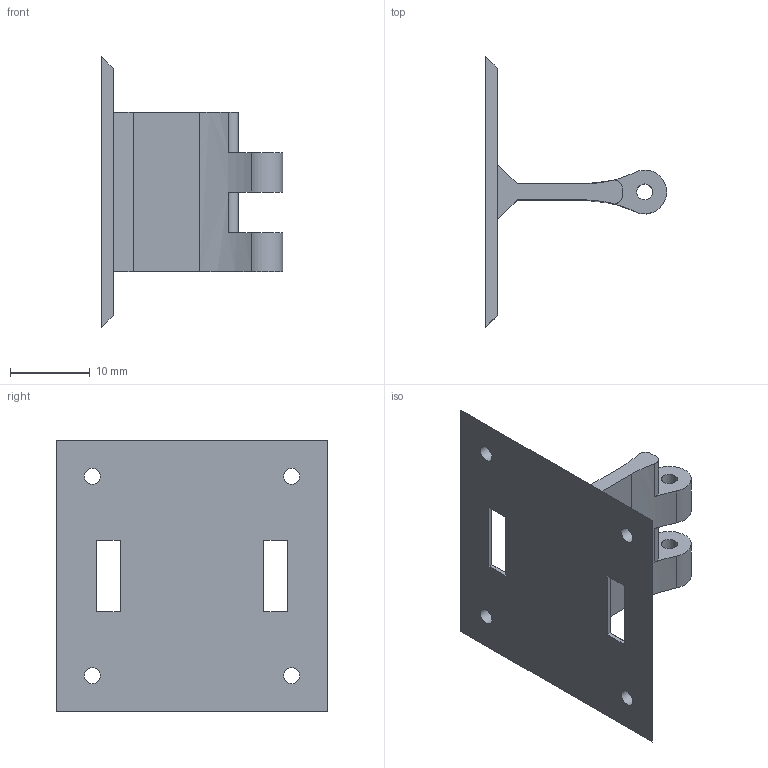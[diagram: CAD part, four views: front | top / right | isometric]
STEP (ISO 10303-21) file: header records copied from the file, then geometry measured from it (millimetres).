
FILE_DESCRIPTION(/* description */ (''),/* implementation_level */ '2;1');
FILE_NAME(/* name */ 'PassiveHinge.stp',/* time_stamp */ '2015-02-25T11:52:51+01:00',/* author */ ('Przem'),/* organization */ (''),/* preprocessor_version */ 'ST-DEVELOPER v15.2',/* originating_system */ 'Autodesk Inventor 2014',/* authorisation */ '');
FILE_SCHEMA (('AUTOMOTIVE_DESIGN { 1 0 10303 214 3 1 1 }'));
Length unit declared in the file: millimetre
Products named in the file (1): PassiveHinge
Bounding box: 22.75 x 34 x 34 mm (x, y, z)
Volume: 2471.1 mm3; surface area: 3272.1 mm2
Topology: 1 solids, 1 shells, 47 faces, 125 edges, 81 vertices
Faces by surface type: plane 33, cylinder 14
Full cylindrical faces by diameter (mm): 2 x6
Entity records: 1474 total; most frequent: DIRECTION 248, CARTESIAN_POINT 246, ORIENTED_EDGE 236, EDGE_CURVE 118, LINE 84, VECTOR 84, AXIS2_PLACEMENT_3D 82, VERTEX_POINT 80
